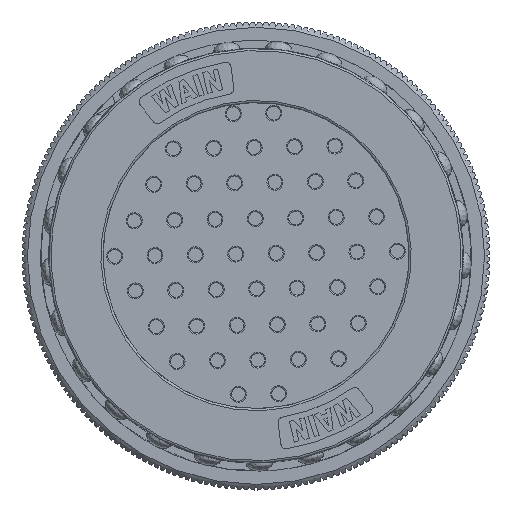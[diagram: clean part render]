
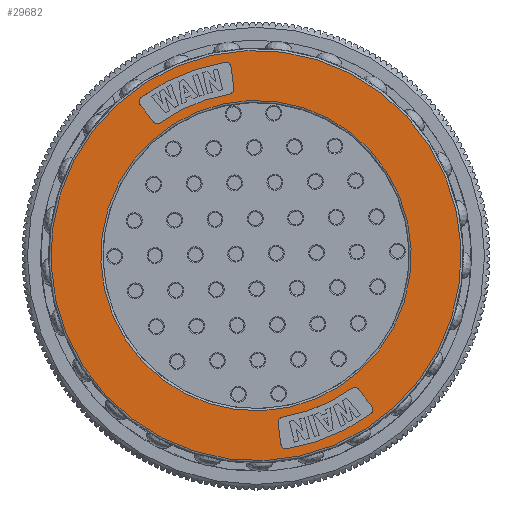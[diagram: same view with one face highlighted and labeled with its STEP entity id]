
A CAD part, top view. The second image highlights one B-rep face of the part: STEP entity #29682.
In plain terms, the highlighted planar face has unit normal (0, 0, 1).
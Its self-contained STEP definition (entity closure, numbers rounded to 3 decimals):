
#467=LINE('',#118595,#8869);
#471=LINE('',#118609,#8873);
#477=LINE('',#118627,#8879);
#481=LINE('',#118641,#8883);
#8869=VECTOR('',#98000,1.);
#8873=VECTOR('',#98018,1.);
#8879=VECTOR('',#98038,1.);
#8883=VECTOR('',#98056,1.);
#17201=PLANE('',#91344);
#29682=ADVANCED_FACE('',(#35055,#35056,#35057,#35058),#17201,.F.);
#35055=FACE_BOUND('',#35811,.T.);
#35056=FACE_BOUND('',#35812,.T.);
#35057=FACE_BOUND('',#35813,.T.);
#35058=FACE_BOUND('',#35814,.T.);
#35811=EDGE_LOOP('',(#41424));
#35812=EDGE_LOOP('',(#41425,#41426,#41427,#41428,#41429,#41430,#41431,#41432));
#35813=EDGE_LOOP('',(#41433,#41434,#41435,#41436,#41437,#41438,#41439,#41440));
#35814=EDGE_LOOP('',(#41441));
#41424=ORIENTED_EDGE('',*,*,#76735,.F.);
#41425=ORIENTED_EDGE('',*,*,#76734,.T.);
#41426=ORIENTED_EDGE('',*,*,#76732,.T.);
#41427=ORIENTED_EDGE('',*,*,#76730,.T.);
#41428=ORIENTED_EDGE('',*,*,#76729,.T.);
#41429=ORIENTED_EDGE('',*,*,#76726,.T.);
#41430=ORIENTED_EDGE('',*,*,#76725,.T.);
#41431=ORIENTED_EDGE('',*,*,#76722,.F.);
#41432=ORIENTED_EDGE('',*,*,#76720,.T.);
#41433=ORIENTED_EDGE('',*,*,#76718,.F.);
#41434=ORIENTED_EDGE('',*,*,#76716,.T.);
#41435=ORIENTED_EDGE('',*,*,#76714,.T.);
#41436=ORIENTED_EDGE('',*,*,#76713,.T.);
#41437=ORIENTED_EDGE('',*,*,#76710,.T.);
#41438=ORIENTED_EDGE('',*,*,#76709,.T.);
#41439=ORIENTED_EDGE('',*,*,#76706,.T.);
#41440=ORIENTED_EDGE('',*,*,#76704,.T.);
#41441=ORIENTED_EDGE('',*,*,#76702,.T.);
#67639=VERTEX_POINT('',#118581);
#67640=VERTEX_POINT('',#118584);
#67641=VERTEX_POINT('',#118586);
#67642=VERTEX_POINT('',#118590);
#67643=VERTEX_POINT('',#118594);
#67644=VERTEX_POINT('',#118598);
#67645=VERTEX_POINT('',#118602);
#67646=VERTEX_POINT('',#118606);
#67647=VERTEX_POINT('',#118610);
#67648=VERTEX_POINT('',#118616);
#67649=VERTEX_POINT('',#118618);
#67650=VERTEX_POINT('',#118622);
#67651=VERTEX_POINT('',#118626);
#67652=VERTEX_POINT('',#118630);
#67653=VERTEX_POINT('',#118634);
#67654=VERTEX_POINT('',#118638);
#67655=VERTEX_POINT('',#118642);
#67656=VERTEX_POINT('',#118648);
#76702=EDGE_CURVE('',#67639,#67639,#89821,.T.);
#76704=EDGE_CURVE('',#67641,#67640,#89822,.T.);
#76706=EDGE_CURVE('',#67642,#67641,#89823,.T.);
#76709=EDGE_CURVE('',#67643,#67642,#467,.T.);
#76710=EDGE_CURVE('',#67644,#67643,#89824,.T.);
#76713=EDGE_CURVE('',#67645,#67644,#89825,.T.);
#76714=EDGE_CURVE('',#67646,#67645,#89826,.T.);
#76716=EDGE_CURVE('',#67647,#67646,#471,.T.);
#76718=EDGE_CURVE('',#67647,#67640,#89827,.T.);
#76720=EDGE_CURVE('',#67649,#67648,#89828,.T.);
#76722=EDGE_CURVE('',#67649,#67650,#89829,.T.);
#76725=EDGE_CURVE('',#67651,#67650,#477,.T.);
#76726=EDGE_CURVE('',#67652,#67651,#89830,.T.);
#76729=EDGE_CURVE('',#67653,#67652,#89831,.T.);
#76730=EDGE_CURVE('',#67654,#67653,#89832,.T.);
#76732=EDGE_CURVE('',#67655,#67654,#481,.T.);
#76734=EDGE_CURVE('',#67648,#67655,#89833,.T.);
#76735=EDGE_CURVE('',#67656,#67656,#89834,.T.);
#89821=CIRCLE('',#91313,14.6);
#89822=CIRCLE('',#91315,18.4);
#89823=CIRCLE('',#91317,0.5);
#89824=CIRCLE('',#91320,0.5);
#89825=CIRCLE('',#91322,15.4);
#89826=CIRCLE('',#91324,0.5);
#89827=CIRCLE('',#91327,0.5);
#89828=CIRCLE('',#91329,18.4);
#89829=CIRCLE('',#91331,0.5);
#89830=CIRCLE('',#91334,0.5);
#89831=CIRCLE('',#91336,15.4);
#89832=CIRCLE('',#91338,0.5);
#89833=CIRCLE('',#91341,0.5);
#89834=CIRCLE('',#91343,19.3);
#91313=AXIS2_PLACEMENT_3D('',#118580,#97984,#97985);
#91315=AXIS2_PLACEMENT_3D('',#118585,#97989,#97990);
#91317=AXIS2_PLACEMENT_3D('',#118589,#97994,#97995);
#91320=AXIS2_PLACEMENT_3D('',#118597,#98003,#98004);
#91322=AXIS2_PLACEMENT_3D('',#118603,#98009,#98010);
#91324=AXIS2_PLACEMENT_3D('',#118605,#98013,#98014);
#91327=AXIS2_PLACEMENT_3D('',#118613,#98022,#98023);
#91329=AXIS2_PLACEMENT_3D('',#118617,#98027,#98028);
#91331=AXIS2_PLACEMENT_3D('',#118621,#98032,#98033);
#91334=AXIS2_PLACEMENT_3D('',#118629,#98041,#98042);
#91336=AXIS2_PLACEMENT_3D('',#118635,#98047,#98048);
#91338=AXIS2_PLACEMENT_3D('',#118637,#98051,#98052);
#91341=AXIS2_PLACEMENT_3D('',#118645,#98060,#98061);
#91343=AXIS2_PLACEMENT_3D('',#118647,#98064,#98065);
#91344=AXIS2_PLACEMENT_3D('',#118649,#98066,#98067);
#97984=DIRECTION('',(0.,0.,-1.));
#97985=DIRECTION('',(0.924,0.383,0.));
#97989=DIRECTION('',(0.,0.,-1.));
#97990=DIRECTION('',(-0.587,0.81,0.));
#97994=DIRECTION('',(0.,0.,-1.));
#97995=DIRECTION('',(-0.793,-0.609,0.));
#98000=DIRECTION('',(-0.609,0.793,0.));
#98003=DIRECTION('',(0.,0.,-1.));
#98004=DIRECTION('',(0.584,-0.812,0.));
#98009=DIRECTION('',(0.,0.,1.));
#98010=DIRECTION('',(-0.162,0.987,0.));
#98013=DIRECTION('',(0.,0.,-1.));
#98014=DIRECTION('',(0.991,0.131,0.));
#98018=DIRECTION('',(0.131,-0.991,0.));
#98022=DIRECTION('',(0.,0.,1.));
#98023=DIRECTION('',(0.991,0.131,0.));
#98027=DIRECTION('',(0.,0.,-1.));
#98028=DIRECTION('',(0.587,-0.81,0.));
#98032=DIRECTION('',(0.,0.,1.));
#98033=DIRECTION('',(0.587,-0.81,0.));
#98038=DIRECTION('',(0.609,-0.793,0.));
#98041=DIRECTION('',(0.,0.,-1.));
#98042=DIRECTION('',(-0.584,0.812,0.));
#98047=DIRECTION('',(0.,0.,1.));
#98048=DIRECTION('',(0.162,-0.987,0.));
#98051=DIRECTION('',(0.,0.,-1.));
#98052=DIRECTION('',(-0.991,-0.131,0.));
#98056=DIRECTION('',(-0.131,0.991,0.));
#98060=DIRECTION('',(0.,0.,-1.));
#98061=DIRECTION('',(0.159,-0.987,0.));
#98064=DIRECTION('',(0.,0.,-1.));
#98065=DIRECTION('',(0.924,0.383,0.));
#98066=DIRECTION('',(0.,0.,-1.));
#98067=DIRECTION('',(-0.924,-0.383,0.));
#118580=CARTESIAN_POINT('',(0.,0.,20.));
#118581=CARTESIAN_POINT('',(13.486,5.593,20.));
#118584=CARTESIAN_POINT('',(-2.918,18.167,20.));
#118585=CARTESIAN_POINT('',(0.,0.,20.));
#118586=CARTESIAN_POINT('',(-10.795,14.901,20.));
#118589=CARTESIAN_POINT('',(-10.502,14.496,20.));
#118590=CARTESIAN_POINT('',(-10.898,14.191,20.));
#118594=CARTESIAN_POINT('',(-9.68,12.604,20.));
#118595=CARTESIAN_POINT('',(-9.68,12.604,20.));
#118597=CARTESIAN_POINT('',(-9.283,12.909,20.));
#118598=CARTESIAN_POINT('',(-8.991,12.503,20.));
#118602=CARTESIAN_POINT('',(-2.495,15.197,20.));
#118603=CARTESIAN_POINT('',(0.,0.,20.));
#118605=CARTESIAN_POINT('',(-2.576,15.69,20.));
#118606=CARTESIAN_POINT('',(-2.081,15.755,20.));
#118609=CARTESIAN_POINT('',(-2.343,17.739,20.));
#118610=CARTESIAN_POINT('',(-2.343,17.739,20.));
#118613=CARTESIAN_POINT('',(-2.838,17.674,20.));
#118616=CARTESIAN_POINT('',(2.918,-18.167,20.));
#118617=CARTESIAN_POINT('',(0.,0.,20.));
#118618=CARTESIAN_POINT('',(10.795,-14.901,20.));
#118621=CARTESIAN_POINT('',(10.502,-14.496,20.));
#118622=CARTESIAN_POINT('',(10.898,-14.191,20.));
#118626=CARTESIAN_POINT('',(9.68,-12.604,20.));
#118627=CARTESIAN_POINT('',(9.68,-12.604,20.));
#118629=CARTESIAN_POINT('',(9.283,-12.909,20.));
#118630=CARTESIAN_POINT('',(8.991,-12.503,20.));
#118634=CARTESIAN_POINT('',(2.495,-15.197,20.));
#118635=CARTESIAN_POINT('',(0.,0.,20.));
#118637=CARTESIAN_POINT('',(2.576,-15.69,20.));
#118638=CARTESIAN_POINT('',(2.081,-15.755,20.));
#118641=CARTESIAN_POINT('',(2.343,-17.739,20.));
#118642=CARTESIAN_POINT('',(2.343,-17.739,20.));
#118645=CARTESIAN_POINT('',(2.838,-17.674,20.));
#118647=CARTESIAN_POINT('',(0.,0.,20.));
#118648=CARTESIAN_POINT('',(17.828,7.393,20.));
#118649=CARTESIAN_POINT('',(0.,0.,20.));
